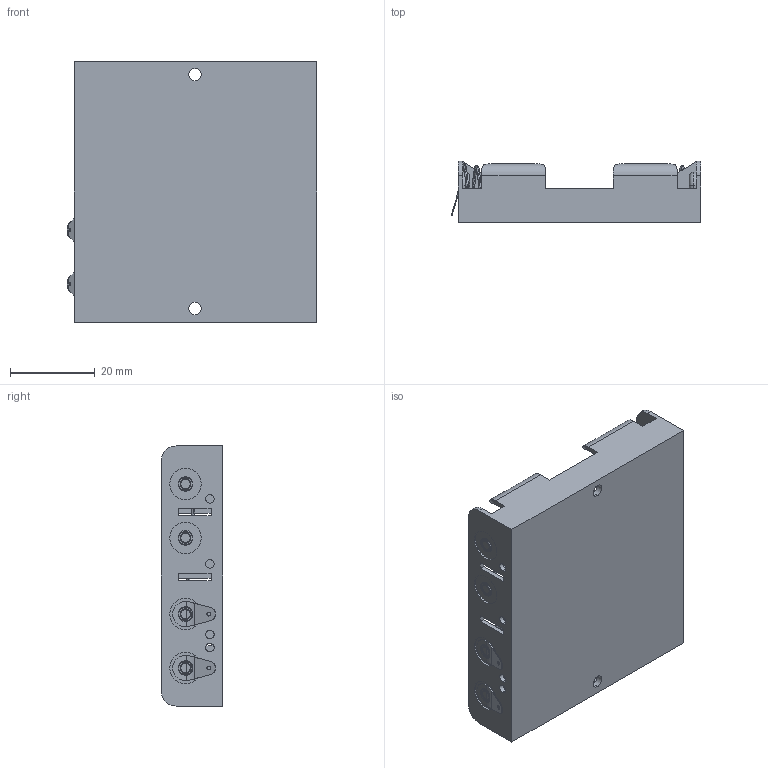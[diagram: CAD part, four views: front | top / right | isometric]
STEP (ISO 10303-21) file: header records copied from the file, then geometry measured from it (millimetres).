
FILE_DESCRIPTION (( 'STEP AP214' ), '1' );
FILE_NAME ('BC4AAL.STEP', '2019-12-04T03:50:25', ( '' ), ( '' ), 'SwSTEP 2.0', 'SolidWorks 2016', '' );
FILE_SCHEMA (( 'AUTOMOTIVE_DESIGN' ));
Length unit declared in the file: millimetre
Products named in the file (1): BC4AAL
Bounding box: 58.82 x 14.5 x 61.3 mm (x, y, z)
Volume: 9967.8 mm3; surface area: 17121.2 mm2
Topology: 11 solids, 11 shells, 564 faces, 1367 edges, 877 vertices
Faces by surface type: plane 268, cylinder 188, torus 84, bspline 24
Entity records: 23913 total; most frequent: CARTESIAN_POINT 10279, DIRECTION 2893, ORIENTED_EDGE 2734, EDGE_CURVE 1367, AXIS2_PLACEMENT_3D 1077, VERTEX_POINT 877, LINE 739, VECTOR 739
